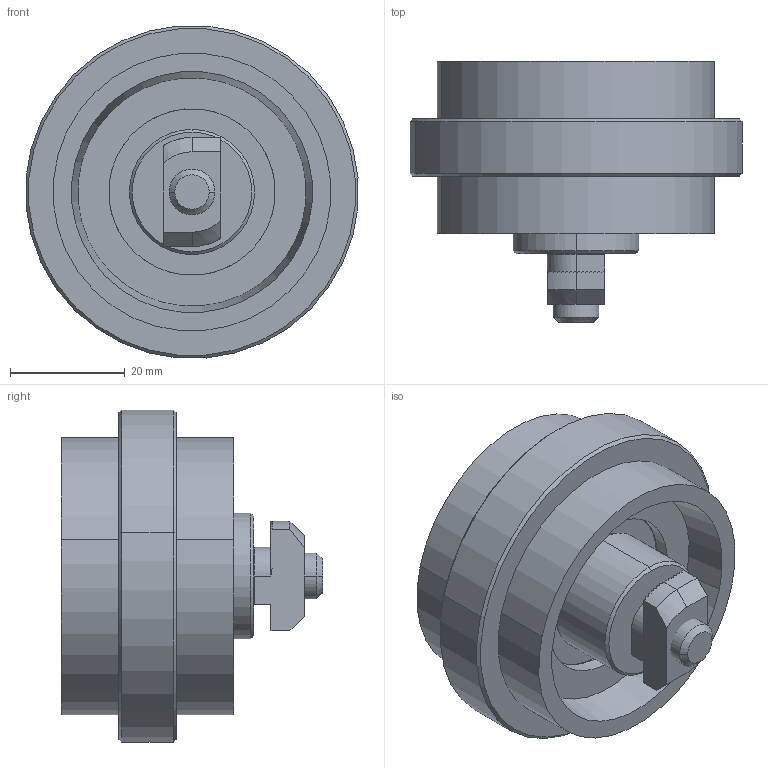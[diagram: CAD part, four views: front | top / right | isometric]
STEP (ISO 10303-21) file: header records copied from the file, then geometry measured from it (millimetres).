
FILE_DESCRIPTION(('STEP AP214'),'1');
FILE_NAME('fath_093026.stp','2017-05-23T14:36:00',('TraceParts'),('TraceParts S.A.'),'Spatial InterOp 3D',' ',' ');
FILE_SCHEMA(('automotive_design'));
Length unit declared in the file: millimetre
Products named in the file (12): fath_093026_1; fath_093026_2; fath_093026_3; fath_093026_4; fath_093026_5; fath_093026_6; fath_093026_7; fath_093026_8; fath_093026_9; fath_093026_10; fath_093026_11; fath_093026_12
Bounding box: 57.79 x 45.5 x 57.79 mm (x, y, z)
Volume: 44150.7 mm3; surface area: 21573.4 mm2
Topology: 12 solids, 12 shells, 252 faces, 618 edges, 382 vertices
Faces by surface type: plane 128, cone 52, cylinder 46, sphere 16, torus 10
Entity records: 9610 total; most frequent: CARTESIAN_POINT 1438, DIRECTION 1288, ORIENTED_EDGE 1204, EDGE_CURVE 602, AXIS2_PLACEMENT_3D 484, VERTEX_POINT 382, LINE 320, VECTOR 320
